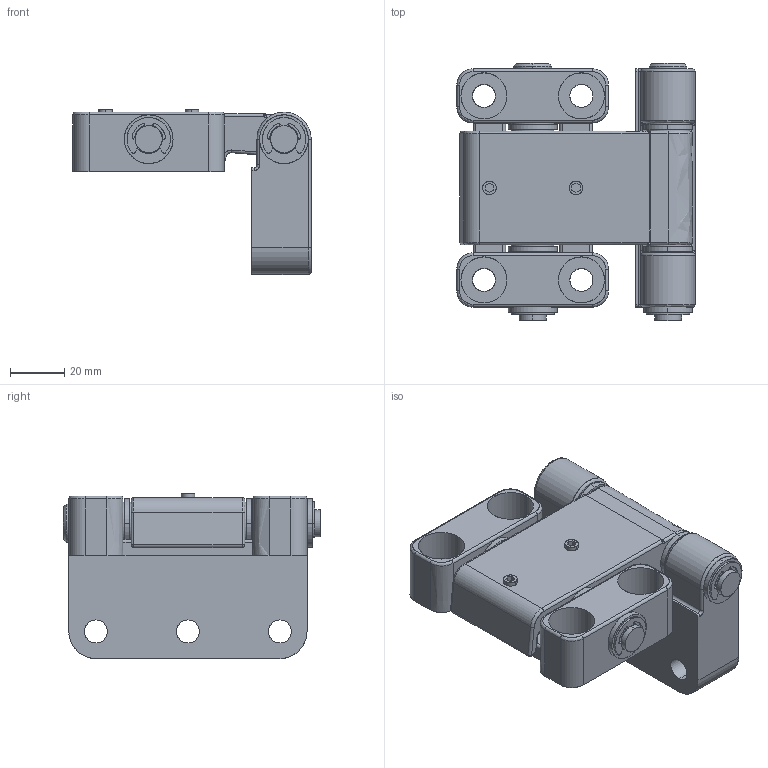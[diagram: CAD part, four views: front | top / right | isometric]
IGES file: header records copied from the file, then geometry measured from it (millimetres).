
Start section: SolidWorks IGES file using analytic representation for surfaces
Global section: file name: 61540-B000_.IGS,15; native system: HSolidWorks 2021; preprocessor: SolidWorks 2021; author: 0850ay; date: 231228.151038; units: millimetre
Bounding box: 88 x 95 x 61 mm (x, y, z)
Surface area: 72986.9 mm2 (no closed solid volume)
Topology: 0 solids, 0 shells, 520 faces, 7984 edges, 7974 vertices
Faces by surface type: revolution 287, bspline 233
